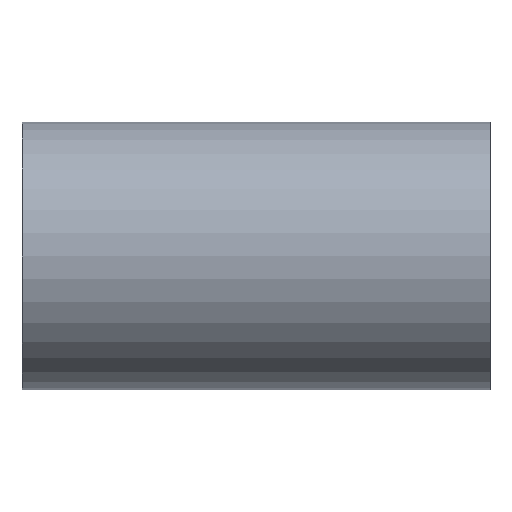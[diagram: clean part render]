
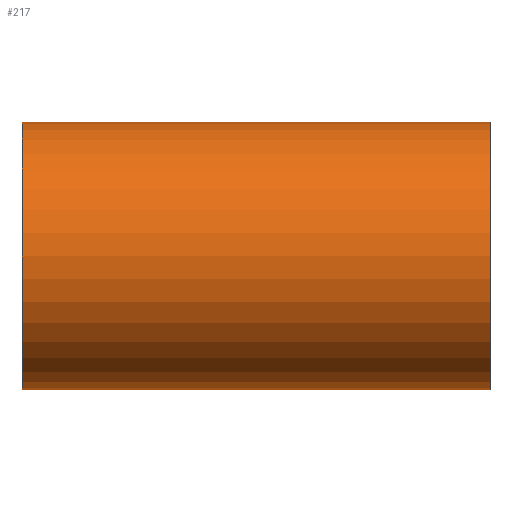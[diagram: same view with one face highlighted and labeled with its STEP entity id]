
A CAD part, front view. The second image highlights one B-rep face of the part: STEP entity #217.
In plain terms, the highlighted cylindrical face has radius 57.15 mm (diameter 114.3 mm), a partial arc.
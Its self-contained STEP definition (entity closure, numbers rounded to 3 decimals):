
#1 = EDGE_CURVE ( 'NONE', #49, #24, #195, .T. ) ;
#3 = EDGE_CURVE ( 'NONE', #24, #140, #9, .T. ) ;
#7 = CARTESIAN_POINT ( 'NONE',  ( 1283., 0., -57.15 ) ) ;
#9 = LINE ( 'NONE', #7, #235 ) ;
#10 = CARTESIAN_POINT ( 'NONE',  ( 1083., 0., 0. ) ) ;
#21 = AXIS2_PLACEMENT_3D ( 'NONE', #136, #101, #142 ) ;
#23 = ORIENTED_EDGE ( 'NONE', *, *, #115, .T. ) ;
#24 = VERTEX_POINT ( 'NONE', #236 ) ;
#31 = DIRECTION ( 'NONE',  ( -1., 0., 0. ) ) ;
#32 = DIRECTION ( 'NONE',  ( 0., 0., -1. ) ) ;
#44 = VECTOR ( 'NONE', #67, 1000. ) ;
#45 = AXIS2_PLACEMENT_3D ( 'NONE', #10, #135, #32 ) ;
#49 = VERTEX_POINT ( 'NONE', #78 ) ;
#52 = LINE ( 'NONE', #55, #44 ) ;
#55 = CARTESIAN_POINT ( 'NONE',  ( 1283., 0., 57.15 ) ) ;
#67 = DIRECTION ( 'NONE',  ( -1., 0., 0. ) ) ;
#78 = CARTESIAN_POINT ( 'NONE',  ( 1283., 0., 57.15 ) ) ;
#84 = CYLINDRICAL_SURFACE ( 'NONE', #104, 57.15 ) ;
#86 = CARTESIAN_POINT ( 'NONE',  ( 1283., 0., 0. ) ) ;
#95 = ORIENTED_EDGE ( 'NONE', *, *, #3, .F. ) ;
#101 = DIRECTION ( 'NONE',  ( 1., 0., 0. ) ) ;
#104 = AXIS2_PLACEMENT_3D ( 'NONE', #86, #243, #183 ) ;
#112 = CIRCLE ( 'NONE', #45, 57.15 ) ;
#115 = EDGE_CURVE ( 'NONE', #49, #116, #52, .T. ) ;
#116 = VERTEX_POINT ( 'NONE', #224 ) ;
#135 = DIRECTION ( 'NONE',  ( 1., 0., 0. ) ) ;
#136 = CARTESIAN_POINT ( 'NONE',  ( 1283., 0., 0. ) ) ;
#140 = VERTEX_POINT ( 'NONE', #160 ) ;
#142 = DIRECTION ( 'NONE',  ( 0., 0., -1. ) ) ;
#160 = CARTESIAN_POINT ( 'NONE',  ( 1083., 0., -57.15 ) ) ;
#183 = DIRECTION ( 'NONE',  ( 0., 0., 1. ) ) ;
#195 = CIRCLE ( 'NONE', #21, 57.15 ) ;
#199 = EDGE_LOOP ( 'NONE', ( #95, #242, #23, #223 ) ) ;
#217 = ADVANCED_FACE ( 'NONE', ( #240 ), #84, .T. ) ;
#223 = ORIENTED_EDGE ( 'NONE', *, *, #232, .T. ) ;
#224 = CARTESIAN_POINT ( 'NONE',  ( 1083., 0., 57.15 ) ) ;
#232 = EDGE_CURVE ( 'NONE', #116, #140, #112, .T. ) ;
#235 = VECTOR ( 'NONE', #31, 1000. ) ;
#236 = CARTESIAN_POINT ( 'NONE',  ( 1283., 0., -57.15 ) ) ;
#240 = FACE_OUTER_BOUND ( 'NONE', #199, .T. ) ;
#242 = ORIENTED_EDGE ( 'NONE', *, *, #1, .F. ) ;
#243 = DIRECTION ( 'NONE',  ( -1., 0., 0. ) ) ;
